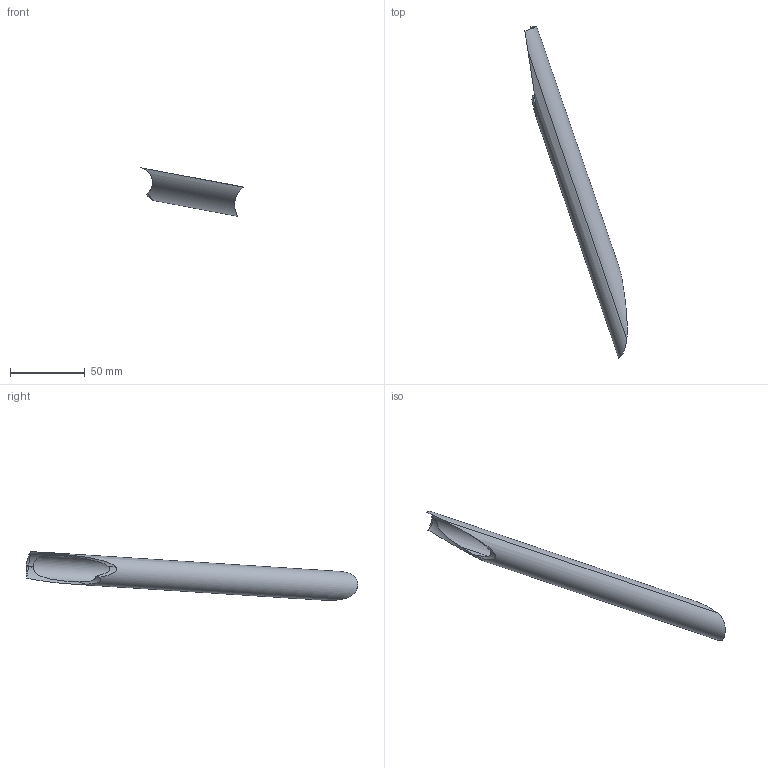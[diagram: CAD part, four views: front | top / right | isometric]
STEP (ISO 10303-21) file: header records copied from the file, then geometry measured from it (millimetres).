
FILE_DESCRIPTION(('STEP AP214'),'1');
FILE_NAME('54.stp','2018-02-08T14:04:44',(' '),(' '),'Spatial InterOp 3D',' ',' ');
FILE_SCHEMA(('automotive_design'));
Length unit declared in the file: metre
Products named in the file (1): Corps1
Bounding box: 68.63 x 222.32 x 32.55 mm (x, y, z)
Volume: 15663.2 mm3; surface area: 21607.5 mm2
Topology: 1 solids, 1 shells, 16 faces, 49 edges, 33 vertices
Faces by surface type: cylinder 16
Entity records: 1419 total; most frequent: CARTESIAN_POINT 837, ORIENTED_EDGE 98, DIRECTION 84, EDGE_CURVE 49, AXIS2_PLACEMENT_3D 36, VERTEX_POINT 33, B_SPLINE_CURVE_WITH_KNOTS 18, STYLED_ITEM 17
